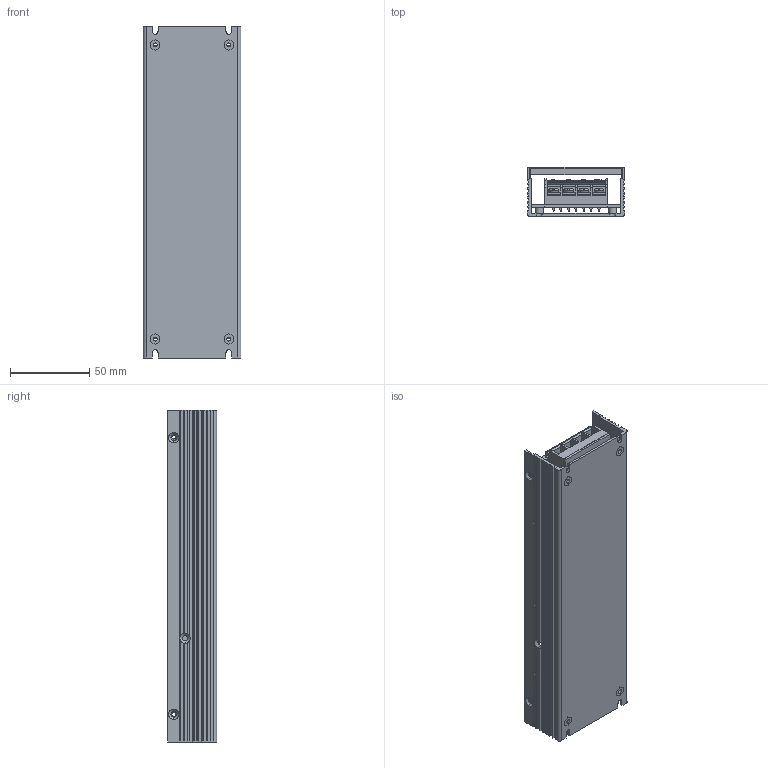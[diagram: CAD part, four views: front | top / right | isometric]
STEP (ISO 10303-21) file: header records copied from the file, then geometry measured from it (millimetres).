
FILE_DESCRIPTION (( 'STEP AP214' ), '1' );
FILE_NAME ('CDKD-S200W总装(更新).STEP', '2025-04-18T07:15:08', ( '万丰电脑' ), ( '电话：0577-62733550' ), 'SwSTEP 2.0', 'SolidWorks 2020', '' );
FILE_SCHEMA (( 'AUTOMOTIVE_DESIGN' ));
Length unit declared in the file: millimetre
Products named in the file (6): CDKD-S200W軞蚾(載陔); （gAI）CDKD-s200w盖; （di）CDKD-s200W底.step; CDKD盄繚啣200W; 4弇傷赽; 3弇傷赽
Assembly tree (5 placements, depth 2):
  CDKD-S200W軞蚾(載陔)
    （di）CDKD-s200W底.step
    （gAI）CDKD-s200w盖
    CDKD盄繚啣200W
    3弇傷赽
    4弇傷赽
Bounding box: 61.95 x 31.27 x 210 mm (x, y, z)
Volume: 76574 mm3; surface area: 110147.5 mm2
Topology: 20 solids, 20 shells, 2389 faces, 6882 edges, 4483 vertices
Faces by surface type: plane 2046, cylinder 268, torus 37, sphere 16, bspline 12, cone 10
Entity records: 90027 total; most frequent: CARTESIAN_POINT 14907, ORIENTED_EDGE 13716, DIRECTION 12177, EDGE_CURVE 6858, VECTOR 6019, LINE 6019, VERTEX_POINT 4475, AXIS2_PLACEMENT_3D 3079
